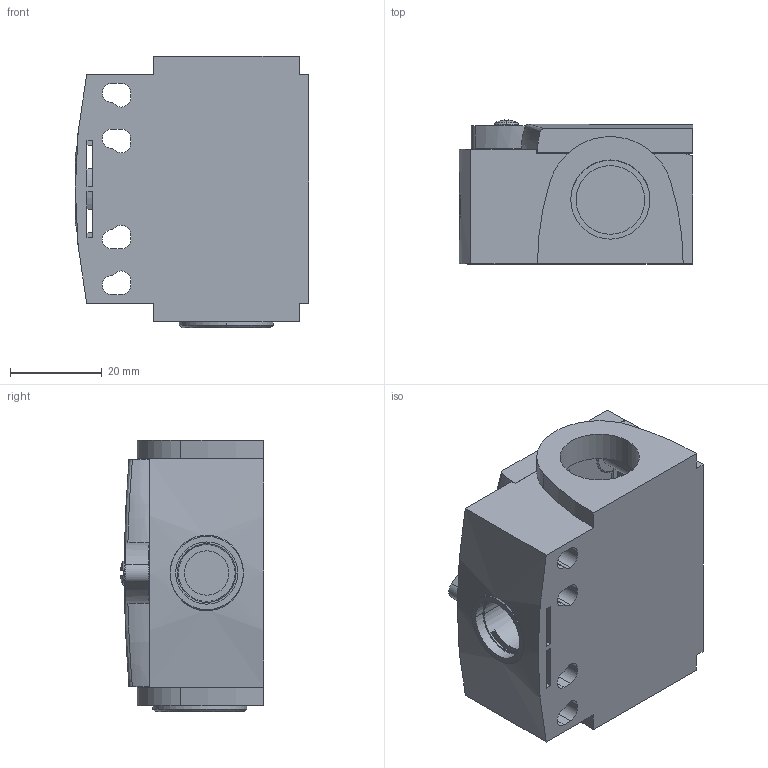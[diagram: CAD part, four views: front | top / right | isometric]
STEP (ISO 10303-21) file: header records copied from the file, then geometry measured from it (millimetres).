
FILE_DESCRIPTION(('STEP AP242'),'1');
FILE_NAME('switch_zct21g11.stp','2021-06-16T05:04:12',('TraceParts'),('TraceParts S.A.'),'Spatial InterOp 3D',' ',' ');
FILE_SCHEMA(('AP242_MANAGED_MODEL_BASED_3D_ENGINEERING_MIM_LF {1 0 10303 442 1 1 4}'));
Length unit declared in the file: millimetre
Products named in the file (1): switch_zct21g11_1
Bounding box: 51 x 31.45 x 59.3 mm (x, y, z)
Volume: 42015.8 mm3; surface area: 25766.6 mm2
Topology: 8 solids, 8 shells, 483 faces, 1232 edges, 774 vertices
Faces by surface type: plane 233, cylinder 155, torus 58, cone 32, sphere 4, bspline 1
Entity records: 15302 total; most frequent: CARTESIAN_POINT 3465, DIRECTION 2506, ORIENTED_EDGE 2456, EDGE_CURVE 1228, AXIS2_PLACEMENT_3D 917, VERTEX_POINT 774, LINE 672, VECTOR 672
